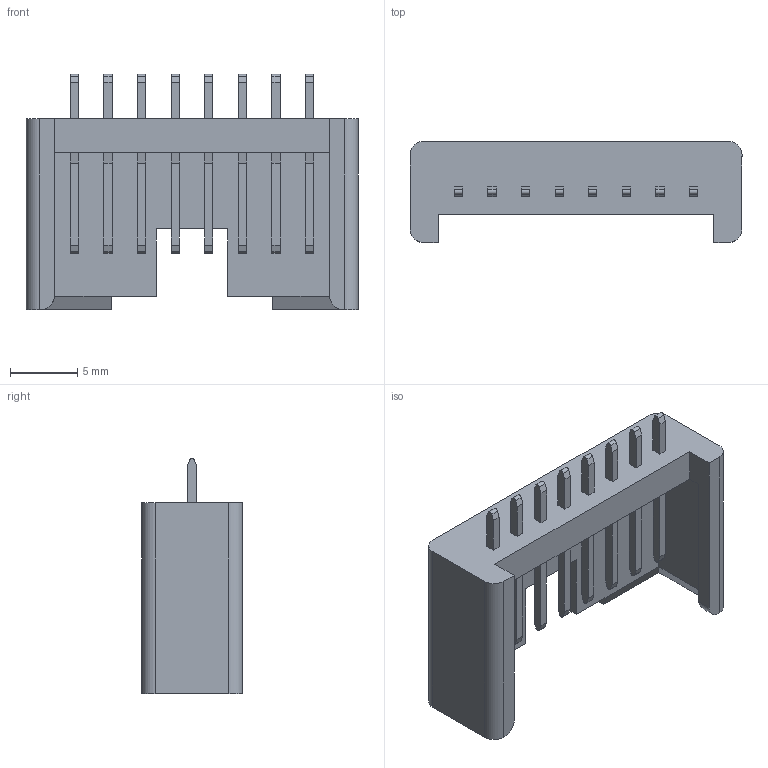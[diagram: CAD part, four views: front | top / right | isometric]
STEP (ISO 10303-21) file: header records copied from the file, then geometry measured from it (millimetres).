
FILE_DESCRIPTION(('OneSpaceDesigner STEP Export'),'2;1');
FILE_NAME('2,5_MSF_O_08.stp','2005-12-08T11:52:10',('oleg_svencickij'),('LumbergConnect_GmbH'),'OneSpace Designer STEP processor for AP214 (Solid Model)','OneSpace Designer 13.20 11-May-2005 (C) CoCreate Software GmbH','');
FILE_SCHEMA(('AUTOMOTIVE_DESIGN { 1 0 10303 214 1 1 1 1 }'));
Length unit declared in the file: millimetre
Products named in the file (1): 2_5_MSF_O_08
Bounding box: 24.7 x 7.5 x 17.5 mm (x, y, z)
Volume: 835 mm3; surface area: 1528.6 mm2
Topology: 1 solids, 1 shells, 164 faces, 430 edges, 284 vertices
Faces by surface type: plane 142, cylinder 22
Entity records: 5753 total; most frequent: ORIENTED_EDGE 860, CARTESIAN_POINT 820, DIRECTION 714, EDGE_CURVE 430, VECTOR 358, LINE 358, VERTEX_POINT 284, EDGE_LOOP 180
